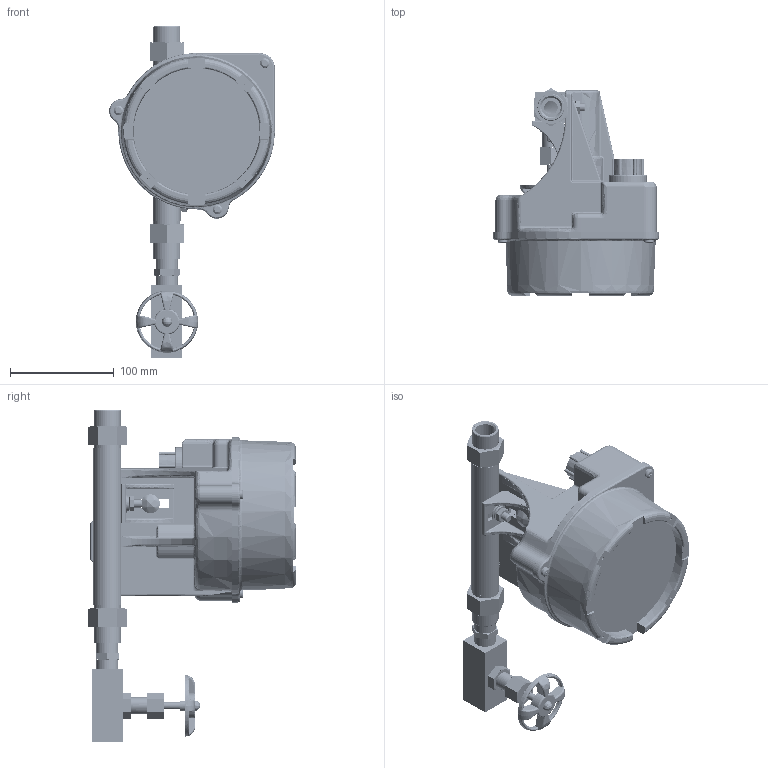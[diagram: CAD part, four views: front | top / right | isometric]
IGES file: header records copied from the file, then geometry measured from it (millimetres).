
Start section: SolidWorks IGES file using analytic representation for surfaces
Global section: file name: 3809G-D-0708-ABCD-1-BCDEFGHJKL-AB.IGS; native system: SolidWorks 2014; preprocessor: SolidWorks 2014; author: CFehr; date: 170516.115328; units: inch
Bounding box: 159.72 x 200 x 320 mm (x, y, z)
Surface area: 303162.5 mm2 (no closed solid volume)
Topology: 0 solids, 0 shells, 1332 faces, 22623 edges, 22531 vertices
Faces by surface type: revolution 699, bspline 633
